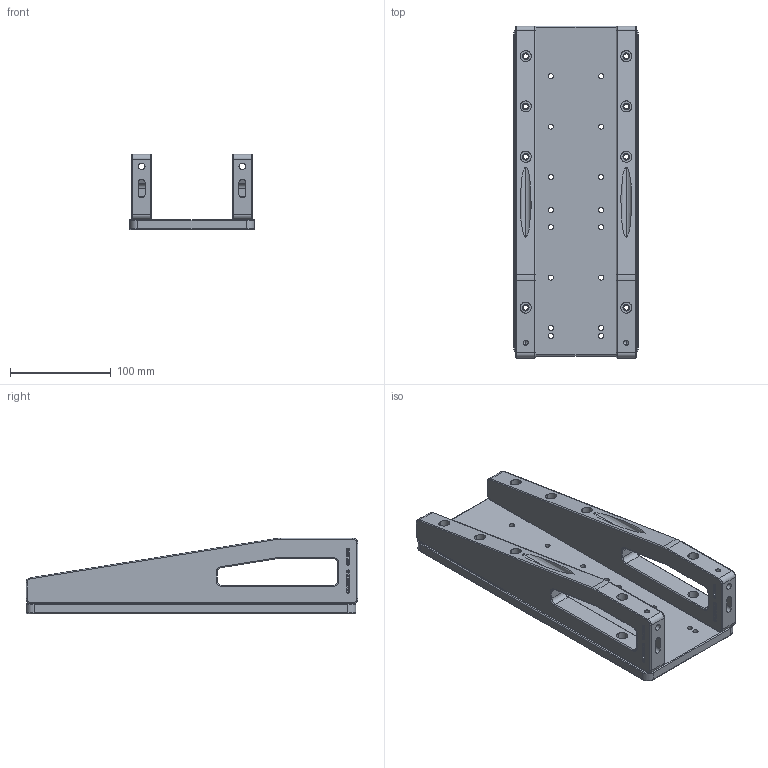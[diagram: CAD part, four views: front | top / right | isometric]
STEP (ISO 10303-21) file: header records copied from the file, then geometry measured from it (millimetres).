
FILE_DESCRIPTION (( 'STEP AP203' ), '1' );
FILE_NAME ('OMLB系列组合型转接板 OMLB02B.STEP', '2021-05-20T09:13:27', ( 'Microsoft' ), ( 'Microsoft' ), 'SwSTEP 2.0', 'SolidWorks 2018', '' );
FILE_SCHEMA (( 'CONFIG_CONTROL_DESIGN' ));
Length unit declared in the file: millimetre
Products named in the file (3): OMLB02B-01 澀啣2; OMLB02B-02 價啣2; OMLB系列组合型转接板 OMLB02B
Assembly tree (3 placements, depth 2):
  OMLB系列组合型转接板 OMLB02B
    OMLB02B-02 價啣2
    OMLB02B-01 澀啣2  x2
Bounding box: 124 x 330 x 75 mm (x, y, z)
Volume: 883292.3 mm3; surface area: 204866.4 mm2
Topology: 3 solids, 3 shells, 624 faces, 1600 edges, 1020 vertices
Faces by surface type: plane 250, cylinder 198, bspline 120, torus 48, cone 8
Entity records: 15829 total; most frequent: CARTESIAN_POINT 6997, ORIENTED_EDGE 1816, DIRECTION 1638, EDGE_CURVE 908, VERTEX_POINT 582, AXIS2_PLACEMENT_3D 577, LINE 484, VECTOR 484
